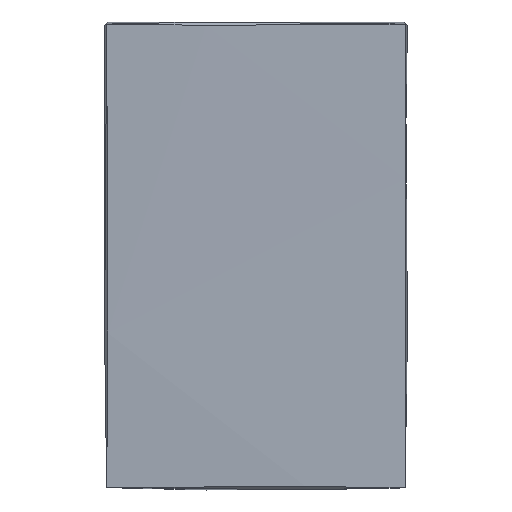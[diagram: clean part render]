
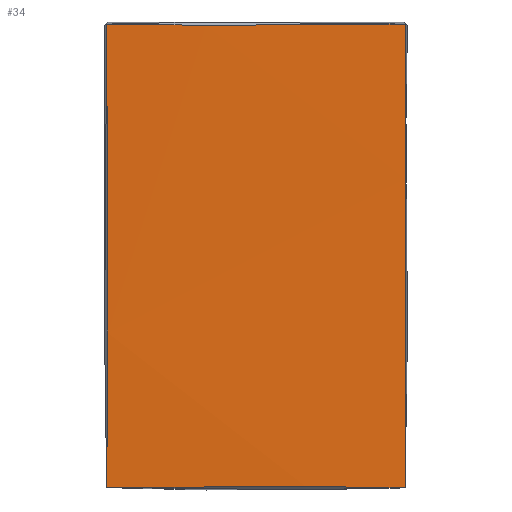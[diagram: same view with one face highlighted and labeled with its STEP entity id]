
A CAD part, top view. The second image highlights one B-rep face of the part: STEP entity #34.
In plain terms, the highlighted planar face has unit normal (0, 0, 1).
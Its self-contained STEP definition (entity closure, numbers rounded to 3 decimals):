
#22 = CARTESIAN_POINT ( 'NONE',  ( 0.449, 0.709, 0.5 ) ) ;
#34 = ADVANCED_FACE ( 'NONE', ( #1363 ), #523, .T. ) ;
#88 = DIRECTION ( 'NONE',  ( 1., 0., 0. ) ) ;
#123 = EDGE_CURVE ( 'NONE', #827, #1754, #745, .T. ) ;
#168 = ORIENTED_EDGE ( 'NONE', *, *, #123, .F. ) ;
#172 = CARTESIAN_POINT ( 'NONE',  ( 0.452, 0.703, 0.494 ) ) ;
#213 = VECTOR ( 'NONE', #430, 1000. ) ;
#287 = DIRECTION ( 'NONE',  ( 0., 1., 0. ) ) ;
#289 = ORIENTED_EDGE ( 'NONE', *, *, #301, .F. ) ;
#301 = EDGE_CURVE ( 'NONE', #1754, #1346, #352, .T. ) ;
#331 = CARTESIAN_POINT ( 'NONE',  ( -0.453, 0.703, 0.493 ) ) ;
#335 = ORIENTED_EDGE ( 'NONE', *, *, #660, .F. ) ;
#352 = LINE ( 'NONE', #502, #987 ) ;
#375 = CARTESIAN_POINT ( 'NONE',  ( 0., 0., 0.5 ) ) ;
#422 = LINE ( 'NONE', #816, #703 ) ;
#430 = DIRECTION ( 'NONE',  ( 0., -1., 0. ) ) ;
#485 = DIRECTION ( 'NONE',  ( 1., 0., 0. ) ) ;
#502 = CARTESIAN_POINT ( 'NONE',  ( 0.459, -0.699, 0.5 ) ) ;
#514 = ORIENTED_EDGE ( 'NONE', *, *, #759, .F. ) ;
#516 = VECTOR ( 'NONE', #485, 1000. ) ;
#523 = PLANE ( 'NONE',  #1112 ) ;
#660 = EDGE_CURVE ( 'NONE', #1735, #827, #930, .T. ) ;
#703 = VECTOR ( 'NONE', #287, 1000. ) ;
#733 = EDGE_LOOP ( 'NONE', ( #289, #168, #335, #514 ) ) ;
#745 = LINE ( 'NONE', #22, #213 ) ;
#759 = EDGE_CURVE ( 'NONE', #1346, #1735, #422, .T. ) ;
#816 = CARTESIAN_POINT ( 'NONE',  ( -0.449, -0.709, 0.5 ) ) ;
#827 = VERTEX_POINT ( 'NONE', #172 ) ;
#929 = DIRECTION ( 'NONE',  ( 0., 0., 1. ) ) ;
#930 = LINE ( 'NONE', #1085, #516 ) ;
#945 = CARTESIAN_POINT ( 'NONE',  ( 0.452, -0.703, 0.494 ) ) ;
#987 = VECTOR ( 'NONE', #1650, 1000. ) ;
#994 = CARTESIAN_POINT ( 'NONE',  ( -0.453, -0.702, 0.494 ) ) ;
#1085 = CARTESIAN_POINT ( 'NONE',  ( -0.459, 0.699, 0.5 ) ) ;
#1112 = AXIS2_PLACEMENT_3D ( 'NONE', #375, #929, #88 ) ;
#1346 = VERTEX_POINT ( 'NONE', #994 ) ;
#1363 = FACE_OUTER_BOUND ( 'NONE', #733, .T. ) ;
#1650 = DIRECTION ( 'NONE',  ( -1., 0., 0. ) ) ;
#1735 = VERTEX_POINT ( 'NONE', #331 ) ;
#1754 = VERTEX_POINT ( 'NONE', #945 ) ;
